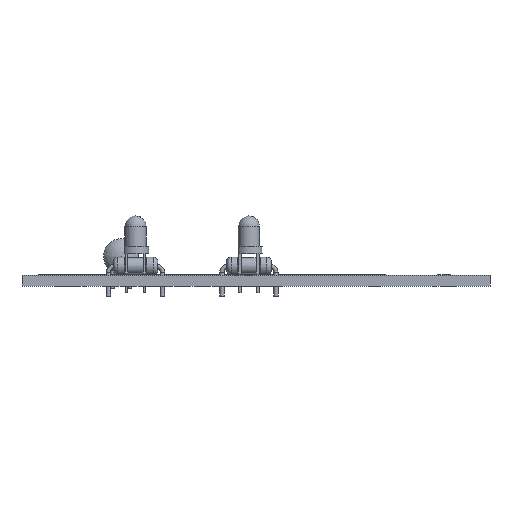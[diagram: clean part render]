
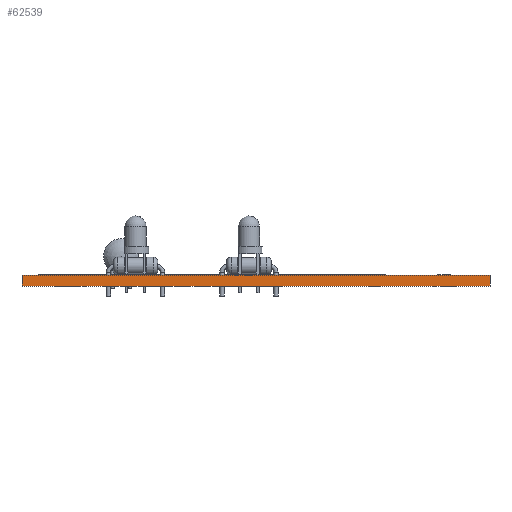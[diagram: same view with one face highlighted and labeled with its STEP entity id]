
A CAD part, front view. The second image highlights one B-rep face of the part: STEP entity #62539.
In plain terms, the highlighted planar face has unit normal (0, -1, 0).
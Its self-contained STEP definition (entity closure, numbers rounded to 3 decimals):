
#62539 = ADVANCED_FACE('',(#62540),#62574,.T.);
#62540 = FACE_BOUND('',#62541,.T.);
#62541 = EDGE_LOOP('',(#62542,#62552,#62560,#62568));
#62542 = ORIENTED_EDGE('',*,*,#62543,.T.);
#62543 = EDGE_CURVE('',#62544,#62546,#62548,.T.);
#62544 = VERTEX_POINT('',#62545);
#62545 = CARTESIAN_POINT('',(88.5,-108.,0.));
#62546 = VERTEX_POINT('',#62547);
#62547 = CARTESIAN_POINT('',(88.5,-108.,1.51));
#62548 = LINE('',#62549,#62550);
#62549 = CARTESIAN_POINT('',(88.5,-108.,0.));
#62550 = VECTOR('',#62551,1.);
#62551 = DIRECTION('',(0.,0.,1.));
#62552 = ORIENTED_EDGE('',*,*,#62553,.T.);
#62553 = EDGE_CURVE('',#62546,#62554,#62556,.T.);
#62554 = VERTEX_POINT('',#62555);
#62555 = CARTESIAN_POINT('',(22.5,-108.,1.51));
#62556 = LINE('',#62557,#62558);
#62557 = CARTESIAN_POINT('',(88.5,-108.,1.51));
#62558 = VECTOR('',#62559,1.);
#62559 = DIRECTION('',(-1.,0.,0.));
#62560 = ORIENTED_EDGE('',*,*,#62561,.F.);
#62561 = EDGE_CURVE('',#62562,#62554,#62564,.T.);
#62562 = VERTEX_POINT('',#62563);
#62563 = CARTESIAN_POINT('',(22.5,-108.,0.));
#62564 = LINE('',#62565,#62566);
#62565 = CARTESIAN_POINT('',(22.5,-108.,0.));
#62566 = VECTOR('',#62567,1.);
#62567 = DIRECTION('',(0.,0.,1.));
#62568 = ORIENTED_EDGE('',*,*,#62569,.F.);
#62569 = EDGE_CURVE('',#62544,#62562,#62570,.T.);
#62570 = LINE('',#62571,#62572);
#62571 = CARTESIAN_POINT('',(88.5,-108.,0.));
#62572 = VECTOR('',#62573,1.);
#62573 = DIRECTION('',(-1.,0.,0.));
#62574 = PLANE('',#62575);
#62575 = AXIS2_PLACEMENT_3D('',#62576,#62577,#62578);
#62576 = CARTESIAN_POINT('',(88.5,-108.,0.));
#62577 = DIRECTION('',(0.,-1.,0.));
#62578 = DIRECTION('',(-1.,0.,0.));
